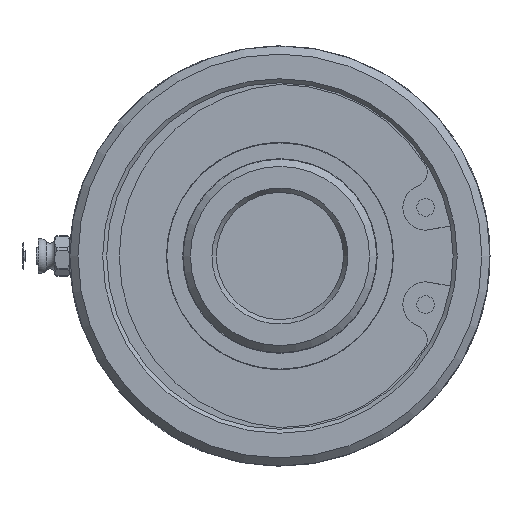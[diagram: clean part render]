
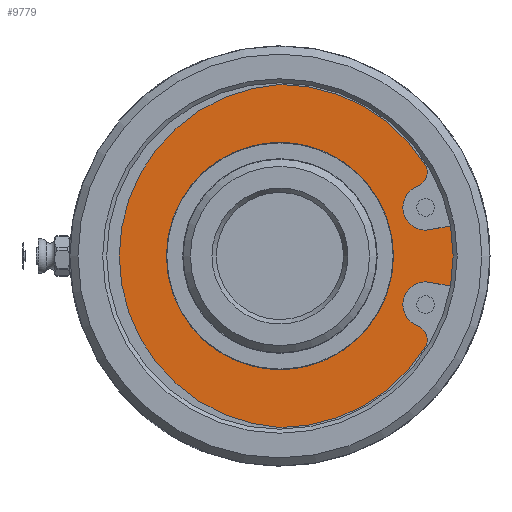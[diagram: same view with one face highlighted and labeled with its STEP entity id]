
A CAD part, left-side view. The second image highlights one B-rep face of the part: STEP entity #9779.
In plain terms, the highlighted planar face has unit normal (-1, 0, 0).
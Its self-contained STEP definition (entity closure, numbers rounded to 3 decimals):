
#440=PLANE('',#10622);
#550=FACE_BOUND('',#1320,.T.);
#730=FACE_OUTER_BOUND('',#1319,.T.);
#1319=EDGE_LOOP('',(#7159,#7160,#7161,#7162,#7163,#7164,#7165,#7166,#7167,
#7168));
#1320=EDGE_LOOP('',(#7169,#7170));
#2464=CIRCLE('',#10454,22.325);
#2465=CIRCLE('',#10455,22.325);
#2539=CIRCLE('',#10585,4.474);
#2545=CIRCLE('',#10596,33.733);
#2547=CIRCLE('',#10599,2.949);
#2549=CIRCLE('',#10602,4.474);
#2551=CIRCLE('',#10605,2.949);
#2553=CIRCLE('',#10608,33.733);
#2555=CIRCLE('',#10611,33.806);
#2557=CIRCLE('',#10618,36.9);
#2882=LINE('',#15825,#3359);
#2886=LINE('',#15835,#3363);
#3359=VECTOR('',#11868,10.);
#3363=VECTOR('',#11874,10.);
#3992=VERTEX_POINT('',#14919);
#3993=VERTEX_POINT('',#14920);
#4091=VERTEX_POINT('',#15813);
#4092=VERTEX_POINT('',#15815);
#4095=VERTEX_POINT('',#15823);
#4099=VERTEX_POINT('',#15832);
#4100=VERTEX_POINT('',#15834);
#4107=VERTEX_POINT('',#15853);
#4108=VERTEX_POINT('',#15855);
#4110=VERTEX_POINT('',#15864);
#4112=VERTEX_POINT('',#15870);
#4114=VERTEX_POINT('',#15876);
#5060=EDGE_CURVE('',#3992,#3993,#2464,.T.);
#5061=EDGE_CURVE('',#3993,#3992,#2465,.T.);
#5216=EDGE_CURVE('',#4092,#4091,#2539,.T.);
#5221=EDGE_CURVE('',#4091,#4095,#2882,.T.);
#5225=EDGE_CURVE('',#4100,#4099,#2886,.T.);
#5235=EDGE_CURVE('',#4108,#4107,#2545,.T.);
#5238=EDGE_CURVE('',#4107,#4092,#2547,.T.);
#5241=EDGE_CURVE('',#4099,#4110,#2549,.T.);
#5244=EDGE_CURVE('',#4110,#4112,#2551,.T.);
#5247=EDGE_CURVE('',#4112,#4114,#2553,.T.);
#5249=EDGE_CURVE('',#4114,#4108,#2555,.T.);
#5264=EDGE_CURVE('',#4095,#4100,#2557,.T.);
#7159=ORIENTED_EDGE('',*,*,#5225,.T.);
#7160=ORIENTED_EDGE('',*,*,#5241,.T.);
#7161=ORIENTED_EDGE('',*,*,#5244,.T.);
#7162=ORIENTED_EDGE('',*,*,#5247,.T.);
#7163=ORIENTED_EDGE('',*,*,#5249,.T.);
#7164=ORIENTED_EDGE('',*,*,#5235,.T.);
#7165=ORIENTED_EDGE('',*,*,#5238,.T.);
#7166=ORIENTED_EDGE('',*,*,#5216,.T.);
#7167=ORIENTED_EDGE('',*,*,#5221,.T.);
#7168=ORIENTED_EDGE('',*,*,#5264,.T.);
#7169=ORIENTED_EDGE('',*,*,#5060,.T.);
#7170=ORIENTED_EDGE('',*,*,#5061,.T.);
#9779=ADVANCED_FACE('',(#730,#550),#440,.F.);
#10454=AXIS2_PLACEMENT_3D('',#14921,#11548,#11549);
#10455=AXIS2_PLACEMENT_3D('',#14922,#11550,#11551);
#10585=AXIS2_PLACEMENT_3D('',#15816,#11860,#11861);
#10596=AXIS2_PLACEMENT_3D('',#15856,#11895,#11896);
#10599=AXIS2_PLACEMENT_3D('',#15860,#11902,#11903);
#10602=AXIS2_PLACEMENT_3D('',#15866,#11909,#11910);
#10605=AXIS2_PLACEMENT_3D('',#15872,#11916,#11917);
#10608=AXIS2_PLACEMENT_3D('',#15878,#11923,#11924);
#10611=AXIS2_PLACEMENT_3D('',#15881,#11929,#11930);
#10618=AXIS2_PLACEMENT_3D('',#16035,#11943,#11944);
#10622=AXIS2_PLACEMENT_3D('',#16040,#11951,#11952);
#11548=DIRECTION('center_axis',(1.,0.,0.));
#11549=DIRECTION('ref_axis',(0.,-1.,0.));
#11550=DIRECTION('center_axis',(1.,0.,0.));
#11551=DIRECTION('ref_axis',(0.,-1.,0.));
#11860=DIRECTION('center_axis',(1.,0.,0.));
#11861=DIRECTION('ref_axis',(0.,0.355,-0.935));
#11868=DIRECTION('',(0.,-0.985,-0.174));
#11874=DIRECTION('',(0.,0.985,-0.174));
#11895=DIRECTION('center_axis',(-1.,0.,0.));
#11896=DIRECTION('ref_axis',(0.,0.849,0.528));
#11902=DIRECTION('center_axis',(-1.,0.,0.));
#11903=DIRECTION('ref_axis',(0.,0.355,-0.935));
#11909=DIRECTION('center_axis',(1.,0.,0.));
#11910=DIRECTION('ref_axis',(0.,-0.046,-0.999));
#11916=DIRECTION('center_axis',(-1.,0.,0.));
#11917=DIRECTION('ref_axis',(0.,0.893,-0.451));
#11923=DIRECTION('center_axis',(-1.,0.,0.));
#11924=DIRECTION('ref_axis',(0.,0.,-1.));
#11929=DIRECTION('center_axis',(-1.,0.,0.));
#11930=DIRECTION('ref_axis',(0.,-0.066,0.998));
#11943=DIRECTION('center_axis',(-1.,0.,0.));
#11944=DIRECTION('ref_axis',(0.,1.,0.));
#11951=DIRECTION('center_axis',(1.,0.,0.));
#11952=DIRECTION('ref_axis',(0.,0.,-1.));
#14919=CARTESIAN_POINT('',(7.26,-22.325,0.));
#14920=CARTESIAN_POINT('',(7.26,22.325,0.));
#14921=CARTESIAN_POINT('Origin',(7.26,0.,
0.));
#14922=CARTESIAN_POINT('Origin',(7.26,0.,
0.));
#15813=CARTESIAN_POINT('',(7.26,-28.843,-5.086));
#15815=CARTESIAN_POINT('',(7.26,-27.053,-13.738));
#15816=CARTESIAN_POINT('Origin',(7.26,-28.639,-9.555));
#15823=CARTESIAN_POINT('',(7.26,-36.339,-6.408));
#15825=CARTESIAN_POINT('',(7.26,-4.374,-0.771));
#15832=CARTESIAN_POINT('',(7.26,-28.843,5.086));
#15834=CARTESIAN_POINT('',(7.26,-36.339,6.408));
#15835=CARTESIAN_POINT('',(7.26,-0.625,0.11));
#15853=CARTESIAN_POINT('',(7.26,-28.639,-17.825));
#15855=CARTESIAN_POINT('',(7.26,0.,-33.733));
#15856=CARTESIAN_POINT('Origin',(7.26,0.,0.));
#15860=CARTESIAN_POINT('Origin',(7.26,-26.007,-16.495));
#15864=CARTESIAN_POINT('',(7.26,-27.053,13.738));
#15866=CARTESIAN_POINT('Origin',(7.26,-28.639,9.555));
#15870=CARTESIAN_POINT('',(7.26,-28.639,17.825));
#15872=CARTESIAN_POINT('Origin',(7.26,-26.007,16.495));
#15876=CARTESIAN_POINT('',(7.26,0.,33.733));
#15878=CARTESIAN_POINT('Origin',(7.26,0.,0.));
#15881=CARTESIAN_POINT('Origin',(7.26,-2.225,0.));
#16035=CARTESIAN_POINT('Origin',(7.26,0.,0.));
#16040=CARTESIAN_POINT('Origin',(7.26,28.45,0.));
